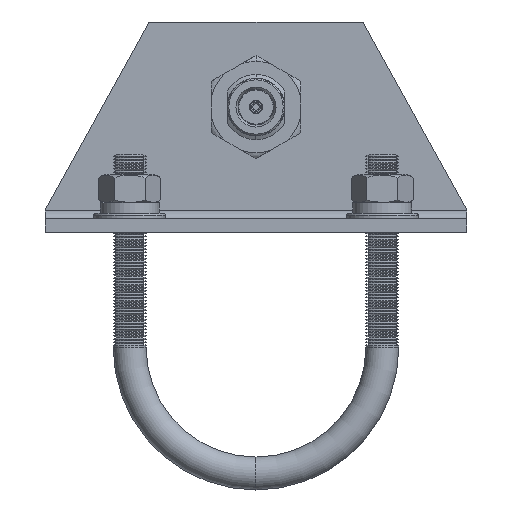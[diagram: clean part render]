
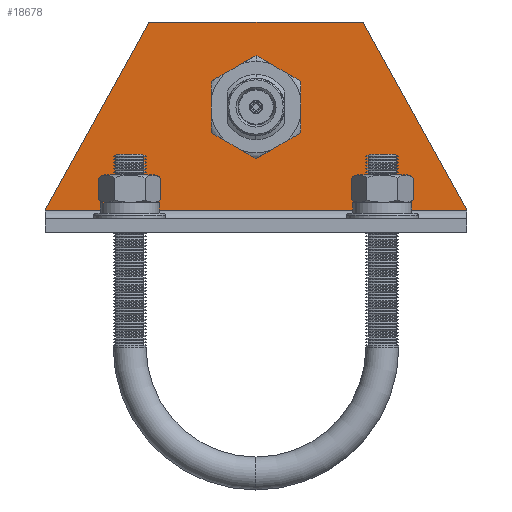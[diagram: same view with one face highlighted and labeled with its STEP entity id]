
A CAD part, front view. The second image highlights one B-rep face of the part: STEP entity #18678.
In plain terms, the highlighted face is planar.
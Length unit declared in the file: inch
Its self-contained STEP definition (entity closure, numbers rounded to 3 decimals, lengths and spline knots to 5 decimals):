
#575 = CARTESIAN_POINT ( 'NONE',  ( -0.127, 1.9685, -1.965 ) ) ;
#578 = VERTEX_POINT ( 'NONE', #16569 ) ;
#964 = CARTESIAN_POINT ( 'NONE',  ( -0.127, 1.9685, -0.2 ) ) ;
#1114 = EDGE_CURVE ( 'NONE', #578, #6003, #2032, .T. ) ;
#1549 = VERTEX_POINT ( 'NONE', #19145 ) ;
#2032 = LINE ( 'NONE', #7930, #6975 ) ;
#2423 = FACE_OUTER_BOUND ( 'NONE', #24080, .T. ) ;
#2605 = VERTEX_POINT ( 'NONE', #4749 ) ;
#2707 = DIRECTION ( 'NONE',  ( 0., 0., -1. ) ) ;
#2895 = ORIENTED_EDGE ( 'NONE', *, *, #13264, .F. ) ;
#3004 = ORIENTED_EDGE ( 'NONE', *, *, #9542, .F. ) ;
#3031 = AXIS2_PLACEMENT_3D ( 'NONE', #575, #15265, #2707 ) ;
#3126 = DIRECTION ( 'NONE',  ( 0., 0., 1. ) ) ;
#4095 = CARTESIAN_POINT ( 'NONE',  ( -0.127, 1., -1.965 ) ) ;
#4749 = CARTESIAN_POINT ( 'NONE',  ( -0.127, 1., -1.965 ) ) ;
#5317 = ORIENTED_EDGE ( 'NONE', *, *, #20696, .T. ) ;
#5430 = ORIENTED_EDGE ( 'NONE', *, *, #23433, .F. ) ;
#5856 = CARTESIAN_POINT ( 'NONE',  ( -0.127, 1.9685, -0.21177 ) ) ;
#6003 = VERTEX_POINT ( 'NONE', #22482 ) ;
#6025 = EDGE_CURVE ( 'NONE', #578, #10898, #11008, .T. ) ;
#6870 = CARTESIAN_POINT ( 'NONE',  ( -0.127, 1.9685, -0.2 ) ) ;
#6975 = VECTOR ( 'NONE', #22729, 39.37008 ) ;
#7119 = DIRECTION ( 'NONE',  ( -1., 0., 0. ) ) ;
#7353 = VECTOR ( 'NONE', #14628, 39.37008 ) ;
#7383 = CARTESIAN_POINT ( 'NONE',  ( -0.127, 1.9685, -1.965 ) ) ;
#7930 = CARTESIAN_POINT ( 'NONE',  ( -0.127, -1.9685, -1.965 ) ) ;
#8712 = ORIENTED_EDGE ( 'NONE', *, *, #1114, .T. ) ;
#8912 = AXIS2_PLACEMENT_3D ( 'NONE', #19645, #7119, #21730 ) ;
#9046 = ORIENTED_EDGE ( 'NONE', *, *, #6025, .F. ) ;
#9542 = EDGE_CURVE ( 'NONE', #1549, #21639, #16648, .T. ) ;
#10120 = EDGE_CURVE ( 'NONE', #11995, #12910, #25418, .T. ) ;
#10823 = EDGE_CURVE ( 'NONE', #2605, #11995, #23363, .T. ) ;
#10898 = VERTEX_POINT ( 'NONE', #19025 ) ;
#10921 = EDGE_LOOP ( 'NONE', ( #2895, #3004 ) ) ;
#11008 = LINE ( 'NONE', #14167, #11667 ) ;
#11667 = VECTOR ( 'NONE', #24598, 39.37008 ) ;
#11995 = VERTEX_POINT ( 'NONE', #5856 ) ;
#12153 = CARTESIAN_POINT ( 'NONE',  ( -0.127, 0., -1.1705 ) ) ;
#12910 = VERTEX_POINT ( 'NONE', #6870 ) ;
#12943 = CIRCLE ( 'NONE', #13359, 0.3225 ) ;
#13264 = EDGE_CURVE ( 'NONE', #21639, #1549, #12943, .T. ) ;
#13359 = AXIS2_PLACEMENT_3D ( 'NONE', #12153, #26818, #14255 ) ;
#13569 = FACE_BOUND ( 'NONE', #10921, .T. ) ;
#14141 = CARTESIAN_POINT ( 'NONE',  ( -0.127, 1.9685, -1.965 ) ) ;
#14167 = CARTESIAN_POINT ( 'NONE',  ( -0.127, -1., -1.965 ) ) ;
#14255 = DIRECTION ( 'NONE',  ( 0., 0., -1. ) ) ;
#14284 = VECTOR ( 'NONE', #3126, 39.37008 ) ;
#14289 = VECTOR ( 'NONE', #26718, 39.37008 ) ;
#14628 = DIRECTION ( 'NONE',  ( 0., 0.484, 0.875 ) ) ;
#15265 = DIRECTION ( 'NONE',  ( 1., 0., 0. ) ) ;
#15660 = DIRECTION ( 'NONE',  ( 0., -1., 0. ) ) ;
#15749 = LINE ( 'NONE', #964, #20639 ) ;
#16569 = CARTESIAN_POINT ( 'NONE',  ( -0.127, -1.9685, -0.21177 ) ) ;
#16648 = CIRCLE ( 'NONE', #8912, 0.3225 ) ;
#16913 = LINE ( 'NONE', #14141, #14289 ) ;
#17277 = PLANE ( 'NONE',  #3031 ) ;
#18678 = ADVANCED_FACE ( 'NONE', ( #13569, #2423 ), #17277, .F. ) ;
#19025 = CARTESIAN_POINT ( 'NONE',  ( -0.127, -1., -1.965 ) ) ;
#19145 = CARTESIAN_POINT ( 'NONE',  ( -0.127, 0., -0.848 ) ) ;
#19645 = CARTESIAN_POINT ( 'NONE',  ( -0.127, 0., -1.1705 ) ) ;
#19775 = CARTESIAN_POINT ( 'NONE',  ( -0.127, 0., -1.493 ) ) ;
#20269 = ORIENTED_EDGE ( 'NONE', *, *, #10120, .F. ) ;
#20639 = VECTOR ( 'NONE', #15660, 39.37008 ) ;
#20696 = EDGE_CURVE ( 'NONE', #2605, #10898, #16913, .T. ) ;
#21639 = VERTEX_POINT ( 'NONE', #19775 ) ;
#21730 = DIRECTION ( 'NONE',  ( 0., 0., -1. ) ) ;
#22482 = CARTESIAN_POINT ( 'NONE',  ( -0.127, -1.9685, -0.2 ) ) ;
#22729 = DIRECTION ( 'NONE',  ( 0., 0., 1. ) ) ;
#23363 = LINE ( 'NONE', #4095, #7353 ) ;
#23433 = EDGE_CURVE ( 'NONE', #12910, #6003, #15749, .T. ) ;
#24080 = EDGE_LOOP ( 'NONE', ( #5317, #9046, #8712, #5430, #20269, #26029 ) ) ;
#24598 = DIRECTION ( 'NONE',  ( 0., 0.484, -0.875 ) ) ;
#25418 = LINE ( 'NONE', #7383, #14284 ) ;
#26029 = ORIENTED_EDGE ( 'NONE', *, *, #10823, .F. ) ;
#26718 = DIRECTION ( 'NONE',  ( 0., -1., 0. ) ) ;
#26818 = DIRECTION ( 'NONE',  ( -1., 0., 0. ) ) ;
